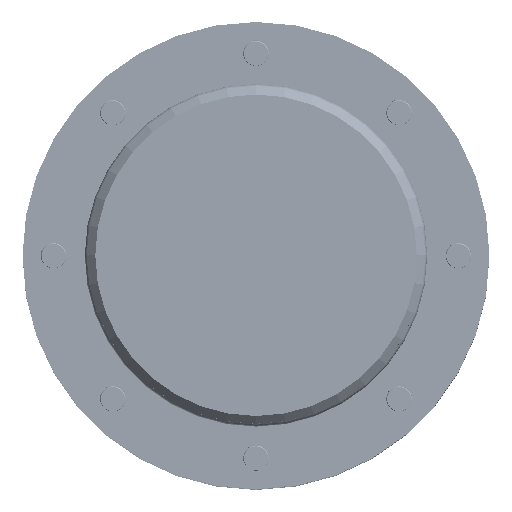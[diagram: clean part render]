
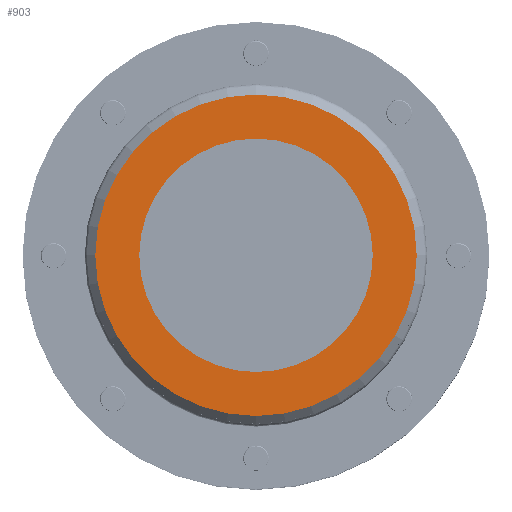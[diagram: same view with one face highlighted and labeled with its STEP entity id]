
A CAD part, top view. The second image highlights one B-rep face of the part: STEP entity #903.
In plain terms, the highlighted planar face has unit normal (0, 0, 1).
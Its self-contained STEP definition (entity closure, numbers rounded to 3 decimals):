
#362 = PLANE ( 'NONE',  #658 ) ;
#645 = CARTESIAN_POINT ( 'NONE',  ( 0., 0., 42.5 ) ) ;
#658 = AXIS2_PLACEMENT_3D ( 'NONE', #11052, #10332, #6744 ) ;
#764 = DIRECTION ( 'NONE',  ( 0., 0., 1. ) ) ;
#903 = ADVANCED_FACE ( 'NONE', ( #5621, #2084 ), #362, .T. ) ;
#1551 = ORIENTED_EDGE ( 'NONE', *, *, #11624, .F. ) ;
#2084 = FACE_BOUND ( 'NONE', #7833, .T. ) ;
#2117 = DIRECTION ( 'NONE',  ( 1., 0., 0. ) ) ;
#2394 = ORIENTED_EDGE ( 'NONE', *, *, #4623, .T. ) ;
#2462 = CARTESIAN_POINT ( 'NONE',  ( 0., 0., 42.5 ) ) ;
#3336 = DIRECTION ( 'NONE',  ( 1., 0., 0. ) ) ;
#3373 = CARTESIAN_POINT ( 'NONE',  ( 15., 0., 42.5 ) ) ;
#3747 = CARTESIAN_POINT ( 'NONE',  ( 20.65, 0., 42.5 ) ) ;
#3907 = AXIS2_PLACEMENT_3D ( 'NONE', #2462, #7966, #11546 ) ;
#4341 = DIRECTION ( 'NONE',  ( 0., 0., 1. ) ) ;
#4408 = CARTESIAN_POINT ( 'NONE',  ( 0., 0., 42.5 ) ) ;
#4538 = EDGE_LOOP ( 'NONE', ( #5673, #2394 ) ) ;
#4623 = EDGE_CURVE ( 'NONE', #7439, #6935, #7718, .T. ) ;
#4961 = VERTEX_POINT ( 'NONE', #9367 ) ;
#5134 = ORIENTED_EDGE ( 'NONE', *, *, #6667, .F. ) ;
#5621 = FACE_OUTER_BOUND ( 'NONE', #4538, .T. ) ;
#5673 = ORIENTED_EDGE ( 'NONE', *, *, #6453, .T. ) ;
#5883 = CARTESIAN_POINT ( 'NONE',  ( 0., 0., 42.5 ) ) ;
#6453 = EDGE_CURVE ( 'NONE', #6935, #7439, #8296, .T. ) ;
#6667 = EDGE_CURVE ( 'NONE', #7613, #4961, #11333, .T. ) ;
#6744 = DIRECTION ( 'NONE',  ( 1., 0., 0. ) ) ;
#6935 = VERTEX_POINT ( 'NONE', #8715 ) ;
#7046 = DIRECTION ( 'NONE',  ( 1., 0., 0. ) ) ;
#7140 = AXIS2_PLACEMENT_3D ( 'NONE', #645, #4341, #3336 ) ;
#7439 = VERTEX_POINT ( 'NONE', #3747 ) ;
#7613 = VERTEX_POINT ( 'NONE', #3373 ) ;
#7718 = CIRCLE ( 'NONE', #7140, 20.65 ) ;
#7833 = EDGE_LOOP ( 'NONE', ( #1551, #5134 ) ) ;
#7966 = DIRECTION ( 'NONE',  ( 0., 0., 1. ) ) ;
#8296 = CIRCLE ( 'NONE', #10377, 20.65 ) ;
#8715 = CARTESIAN_POINT ( 'NONE',  ( -20.65, 0., 42.5 ) ) ;
#9367 = CARTESIAN_POINT ( 'NONE',  ( -15., 0., 42.5 ) ) ;
#9459 = CIRCLE ( 'NONE', #11362, 15. ) ;
#10332 = DIRECTION ( 'NONE',  ( 0., 0., 1. ) ) ;
#10377 = AXIS2_PLACEMENT_3D ( 'NONE', #5883, #11374, #2117 ) ;
#11052 = CARTESIAN_POINT ( 'NONE',  ( 0., 0., 42.5 ) ) ;
#11333 = CIRCLE ( 'NONE', #3907, 15. ) ;
#11362 = AXIS2_PLACEMENT_3D ( 'NONE', #4408, #764, #7046 ) ;
#11374 = DIRECTION ( 'NONE',  ( 0., 0., 1. ) ) ;
#11546 = DIRECTION ( 'NONE',  ( 1., 0., 0. ) ) ;
#11624 = EDGE_CURVE ( 'NONE', #4961, #7613, #9459, .T. ) ;
